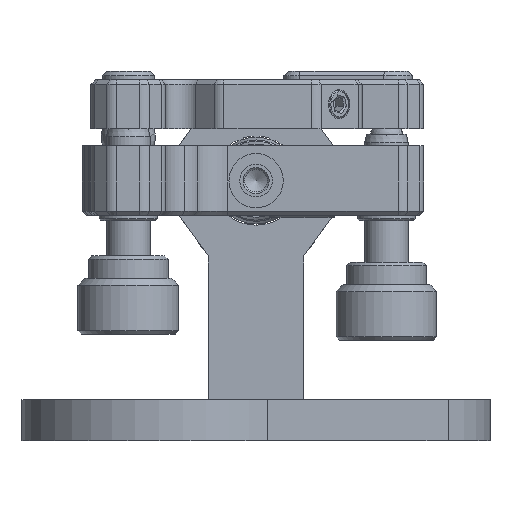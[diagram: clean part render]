
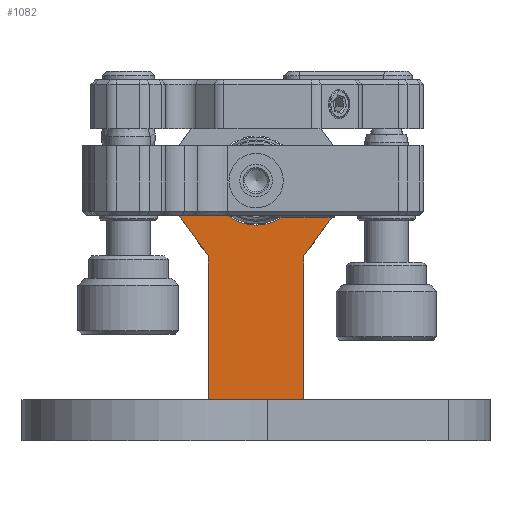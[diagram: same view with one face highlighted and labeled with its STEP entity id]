
A CAD part, left-side view. The second image highlights one B-rep face of the part: STEP entity #1082.
In plain terms, the highlighted planar face has unit normal (-1, 0, 0).
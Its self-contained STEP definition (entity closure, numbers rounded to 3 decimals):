
#194=CARTESIAN_POINT('',(82.833,204.325,-29.613));
#195=VERTEX_POINT('',#194);
#202=CARTESIAN_POINT('',(82.833,218.325,-29.613));
#203=VERTEX_POINT('',#202);
#204=CARTESIAN_POINT('',(82.833,204.325,-29.613));
#205=DIRECTION('',(0.,1.,-0.));
#206=VECTOR('',#205,14.);
#207=LINE('',#204,#206);
#208=EDGE_CURVE('',#195,#203,#207,.T.);
#753=CARTESIAN_POINT('',(82.833,204.325,-8.613));
#754=VERTEX_POINT('',#753);
#771=CARTESIAN_POINT('',(82.833,196.325,2.387));
#772=VERTEX_POINT('',#771);
#779=CARTESIAN_POINT('',(82.833,204.325,-8.613));
#780=DIRECTION('',(0.,-0.588,0.809));
#781=VECTOR('',#780,13.601);
#782=LINE('',#779,#781);
#783=EDGE_CURVE('',#754,#772,#782,.T.);
#943=CARTESIAN_POINT('',(82.833,218.325,-8.613));
#944=VERTEX_POINT('',#943);
#945=CARTESIAN_POINT('',(82.833,226.325,2.387));
#946=VERTEX_POINT('',#945);
#947=CARTESIAN_POINT('',(82.833,218.325,-8.613));
#948=DIRECTION('',(0.,0.588,0.809));
#949=VECTOR('',#948,13.601);
#950=LINE('',#947,#949);
#951=EDGE_CURVE('',#944,#946,#950,.T.);
#1028=CARTESIAN_POINT('',(82.833,211.325,2.387));
#1029=DIRECTION('',(-1.,0.,0.));
#1030=DIRECTION('',(0.,0.,1.));
#1031=AXIS2_PLACEMENT_3D('',#1028,#1029,#1030);
#1032=PLANE('',#1031);
#1033=ORIENTED_EDGE('',*,*,#208,.F.);
#1034=CARTESIAN_POINT('',(82.833,204.325,-29.613));
#1035=DIRECTION('',(0.,0.,1.));
#1036=VECTOR('',#1035,21.);
#1037=LINE('',#1034,#1036);
#1038=EDGE_CURVE('',#195,#754,#1037,.T.);
#1039=ORIENTED_EDGE('',*,*,#1038,.T.);
#1040=ORIENTED_EDGE('',*,*,#783,.T.);
#1041=CARTESIAN_POINT('',(82.833,204.825,2.387));
#1042=VERTEX_POINT('',#1041);
#1043=CARTESIAN_POINT('',(82.833,196.325,2.387));
#1044=DIRECTION('',(0.,1.,0.));
#1045=VECTOR('',#1044,8.5);
#1046=LINE('',#1043,#1045);
#1047=EDGE_CURVE('',#772,#1042,#1046,.T.);
#1048=ORIENTED_EDGE('',*,*,#1047,.T.);
#1049=CARTESIAN_POINT('',(82.833,211.325,-4.113));
#1050=VERTEX_POINT('',#1049);
#1051=CARTESIAN_POINT('',(82.833,211.325,2.387));
#1052=DIRECTION('',(-1.,0.,0.));
#1053=DIRECTION('',(0.,0.,1.));
#1054=AXIS2_PLACEMENT_3D('',#1051,#1052,#1053);
#1055=CIRCLE('',#1054,6.5);
#1056=EDGE_CURVE('',#1050,#1042,#1055,.T.);
#1057=ORIENTED_EDGE('',*,*,#1056,.F.);
#1058=CARTESIAN_POINT('',(82.833,217.825,2.387));
#1059=VERTEX_POINT('',#1058);
#1060=CARTESIAN_POINT('',(82.833,211.325,2.387));
#1061=DIRECTION('',(-1.,0.,0.));
#1062=DIRECTION('',(0.,0.,1.));
#1063=AXIS2_PLACEMENT_3D('',#1060,#1061,#1062);
#1064=CIRCLE('',#1063,6.5);
#1065=EDGE_CURVE('',#1059,#1050,#1064,.T.);
#1066=ORIENTED_EDGE('',*,*,#1065,.F.);
#1067=CARTESIAN_POINT('',(82.833,217.825,2.387));
#1068=DIRECTION('',(0.,1.,0.));
#1069=VECTOR('',#1068,8.5);
#1070=LINE('',#1067,#1069);
#1071=EDGE_CURVE('',#1059,#946,#1070,.T.);
#1072=ORIENTED_EDGE('',*,*,#1071,.T.);
#1073=ORIENTED_EDGE('',*,*,#951,.F.);
#1074=CARTESIAN_POINT('',(82.833,218.325,-29.613));
#1075=DIRECTION('',(0.,0.,1.));
#1076=VECTOR('',#1075,21.);
#1077=LINE('',#1074,#1076);
#1078=EDGE_CURVE('',#203,#944,#1077,.T.);
#1079=ORIENTED_EDGE('',*,*,#1078,.F.);
#1080=EDGE_LOOP('',(#1033,#1039,#1040,#1048,#1057,#1066,#1072,#1073,#1079));
#1081=FACE_BOUND('',#1080,.T.);
#1082=ADVANCED_FACE('',(#1081),#1032,.T.);
